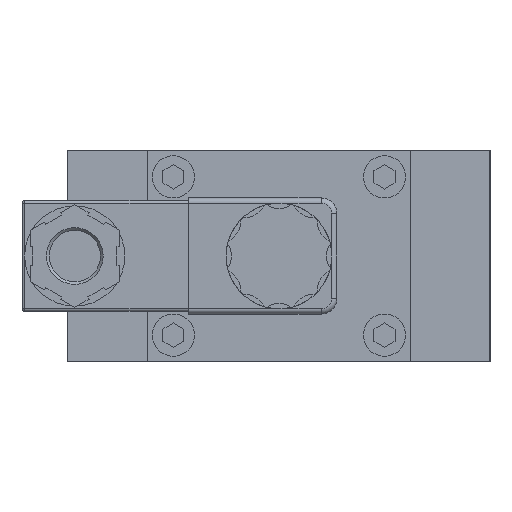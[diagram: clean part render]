
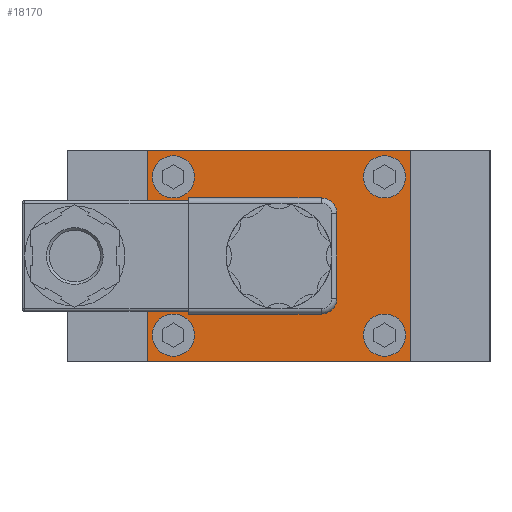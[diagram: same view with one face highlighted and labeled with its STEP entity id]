
A CAD part, left-side view. The second image highlights one B-rep face of the part: STEP entity #18170.
In plain terms, the highlighted planar face has unit normal (-1, 0, 0).
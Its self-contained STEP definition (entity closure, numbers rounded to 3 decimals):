
#671=CIRCLE('',#19155,8.);
#682=CIRCLE('',#19217,4.);
#683=CIRCLE('',#19219,4.);
#684=CIRCLE('',#19225,4.);
#685=CIRCLE('',#19227,4.);
#3720=ORIENTED_EDGE('',*,*,#5507,.F.);
#3721=ORIENTED_EDGE('',*,*,#5638,.T.);
#3722=ORIENTED_EDGE('',*,*,#5637,.T.);
#3723=ORIENTED_EDGE('',*,*,#5636,.T.);
#3724=ORIENTED_EDGE('',*,*,#5634,.T.);
#3725=ORIENTED_EDGE('',*,*,#5632,.T.);
#3726=ORIENTED_EDGE('',*,*,#5630,.T.);
#3727=ORIENTED_EDGE('',*,*,#5628,.T.);
#3728=ORIENTED_EDGE('',*,*,#5627,.T.);
#5507=EDGE_CURVE('',#6798,#6798,#671,.T.);
#5627=EDGE_CURVE('',#6883,#6883,#682,.T.);
#5628=EDGE_CURVE('',#6884,#6884,#683,.T.);
#5630=EDGE_CURVE('',#6886,#6885,#8128,.T.);
#5632=EDGE_CURVE('',#6887,#6886,#8130,.T.);
#5634=EDGE_CURVE('',#6888,#6887,#8132,.T.);
#5636=EDGE_CURVE('',#6885,#6888,#8134,.T.);
#5637=EDGE_CURVE('',#6889,#6889,#684,.T.);
#5638=EDGE_CURVE('',#6890,#6890,#685,.T.);
#6798=VERTEX_POINT('',#27618);
#6883=VERTEX_POINT('',#28120);
#6884=VERTEX_POINT('',#28123);
#6885=VERTEX_POINT('',#28126);
#6886=VERTEX_POINT('',#28128);
#6887=VERTEX_POINT('',#28132);
#6888=VERTEX_POINT('',#28136);
#6889=VERTEX_POINT('',#28142);
#6890=VERTEX_POINT('',#28145);
#8128=LINE('',#28127,#9356);
#8130=LINE('',#28131,#9358);
#8132=LINE('',#28135,#9360);
#8134=LINE('',#28139,#9362);
#9356=VECTOR('',#22349,1000.);
#9358=VECTOR('',#22353,1000.);
#9360=VECTOR('',#22357,1000.);
#9362=VECTOR('',#22361,1000.);
#10405=EDGE_LOOP('',(#3720));
#10406=EDGE_LOOP('',(#3721));
#10407=EDGE_LOOP('',(#3722));
#10408=EDGE_LOOP('',(#3723,#3724,#3725,#3726));
#10409=EDGE_LOOP('',(#3727));
#10410=EDGE_LOOP('',(#3728));
#11458=FACE_BOUND('',#10405,.T.);
#11459=FACE_BOUND('',#10406,.T.);
#11460=FACE_BOUND('',#10407,.T.);
#11461=FACE_BOUND('',#10408,.T.);
#11462=FACE_BOUND('',#10409,.T.);
#11463=FACE_BOUND('',#10410,.T.);
#12039=PLANE('',#19228);
#18170=ADVANCED_FACE('',(#11458,#11459,#11460,#11461,#11462,#11463),#12039,
 .T.);
#19155=AXIS2_PLACEMENT_3D('',#27617,#22115,#22116);
#19217=AXIS2_PLACEMENT_3D('',#28119,#22340,#22341);
#19219=AXIS2_PLACEMENT_3D('',#28122,#22344,#22345);
#19225=AXIS2_PLACEMENT_3D('',#28141,#22364,#22365);
#19227=AXIS2_PLACEMENT_3D('',#28144,#22368,#22369);
#19228=AXIS2_PLACEMENT_3D('',#28146,#22370,#22371);
#22115=DIRECTION('',(-1.,0.,0.));
#22116=DIRECTION('',(0.,-1.,0.));
#22340=DIRECTION('',(1.,0.,0.));
#22341=DIRECTION('',(0.,1.,0.));
#22344=DIRECTION('',(1.,0.,0.));
#22345=DIRECTION('',(0.,1.,0.));
#22349=DIRECTION('',(0.,1.,0.));
#22353=DIRECTION('',(0.,0.,1.));
#22357=DIRECTION('',(0.,-1.,0.));
#22361=DIRECTION('',(0.,0.,-1.));
#22364=DIRECTION('',(1.,0.,0.));
#22365=DIRECTION('',(0.,1.,0.));
#22368=DIRECTION('',(1.,0.,0.));
#22369=DIRECTION('',(0.,1.,0.));
#22370=DIRECTION('',(-1.,0.,0.));
#22371=DIRECTION('',(0.,-1.,0.));
#27617=CARTESIAN_POINT('',(-160.,0.,0.));
#27618=CARTESIAN_POINT('',(-160.,-8.,0.));
#28119=CARTESIAN_POINT('',(-160.,20.,15.));
#28120=CARTESIAN_POINT('',(-160.,24.,15.));
#28122=CARTESIAN_POINT('',(-160.,-20.,-15.));
#28123=CARTESIAN_POINT('',(-160.,-16.,-15.));
#28126=CARTESIAN_POINT('',(-160.,25.,20.));
#28127=CARTESIAN_POINT('',(-160.,-18.,20.));
#28128=CARTESIAN_POINT('',(-160.,-25.,20.));
#28131=CARTESIAN_POINT('',(-160.,-25.,-11.));
#28132=CARTESIAN_POINT('',(-160.,-25.,-20.));
#28135=CARTESIAN_POINT('',(-160.,18.,-20.));
#28136=CARTESIAN_POINT('',(-160.,25.,-20.));
#28139=CARTESIAN_POINT('',(-160.,25.,11.));
#28141=CARTESIAN_POINT('',(-160.,-20.,15.));
#28142=CARTESIAN_POINT('',(-160.,-16.,15.));
#28144=CARTESIAN_POINT('',(-160.,20.,-15.));
#28145=CARTESIAN_POINT('',(-160.,24.,-15.));
#28146=CARTESIAN_POINT('',(-160.,18.,-11.));
